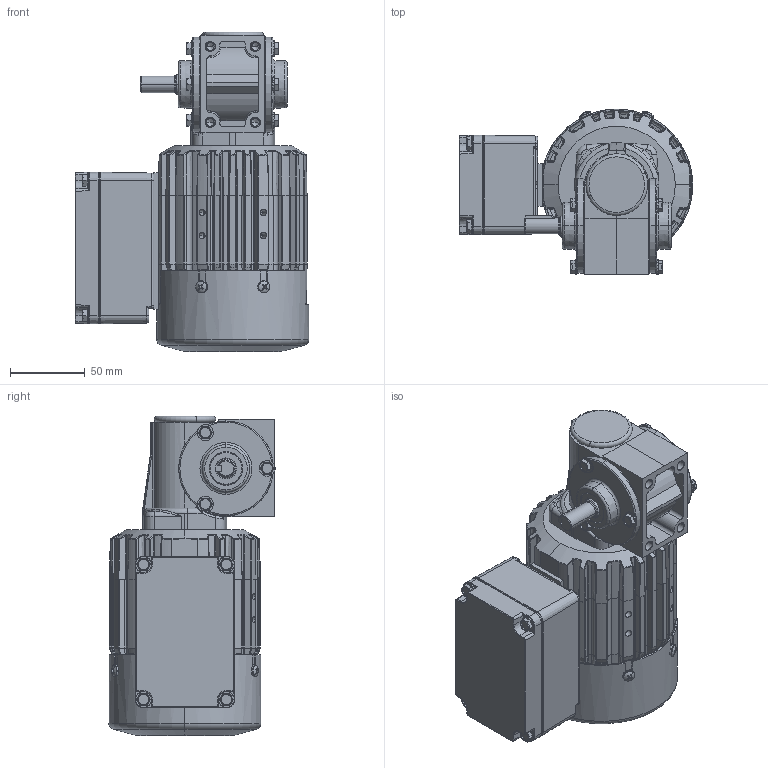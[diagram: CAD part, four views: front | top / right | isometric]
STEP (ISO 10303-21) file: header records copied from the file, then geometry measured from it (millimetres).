
FILE_DESCRIPTION (( 'STEP AP203' ), '1' );
FILE_NAME ('INFM0344.STEP', '2013-06-19T16:17:53', ( 'Admin' ), ( 'Bodine Electric Company' ), 'SwSTEP 2.0', 'SolidWorks 2012', '' );
FILE_SCHEMA (( 'CONFIG_CONTROL_DESIGN' ));
Products named in the file (23): INFM0344; 54100082_54100082 ; 541AA014_54100051; 571aa005_57100019; 51600006_51600006; 571aa014_57100021; 571aa004_57100034; 51600009_51600009; 57501029_57501029infs; 541AA014_54100050; 223AZ004_223AZ004; 514AA001_51421781; 546aa005_54600002; 332AZ005_332AZ005; 332AZ004_332AZ004; 343AZ002_343AZ002; 541AA031_54100003; 526FC001_52601016; 52501004_52501004; 541aa010_54101155; 328AZ005_328AZ005; 115AZ001_115AZ001; 328AZ003_328AZ003
Assembly tree (34 placements, depth 3):
  INFM0344
    328AZ003_328AZ003
    115AZ001_115AZ001
    328AZ005_328AZ005
    541aa010_54101155  x2
    526FC001_52601016
      52501004_52501004
    541AA031_54100003  x4
    343AZ002_343AZ002
    332AZ004_332AZ004
    332AZ005_332AZ005
    546aa005_54600002
    514AA001_51421781
    223AZ004_223AZ004
    541AA014_54100050  x6
    57501029_57501029infs
    51600009_51600009
    571aa014_57100021
      571aa004_57100034
    51600006_51600006
    571aa005_57100019
    541AA014_54100051  x4
    54100082_54100082 
Bounding box: 156.37 x 111.3 x 214.02 mm (x, y, z)
Volume: 949476.1 mm3; surface area: 286160.5 mm2
Topology: 38 solids, 39 shells, 3246 faces, 8067 edges, 4885 vertices
Faces by surface type: plane 1158, cylinder 757, bspline 654, cone 382, torus 271, sphere 24
Entity records: 95796 total; most frequent: CARTESIAN_POINT 35780, ORIENTED_EDGE 12702, DIRECTION 11310, EDGE_CURVE 6351, AXIS2_PLACEMENT_3D 4648, VERTEX_POINT 3911, EDGE_LOOP 2754, CIRCLE 2679
